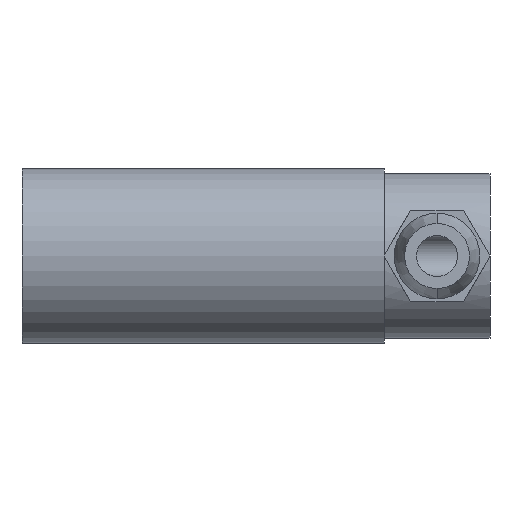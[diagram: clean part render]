
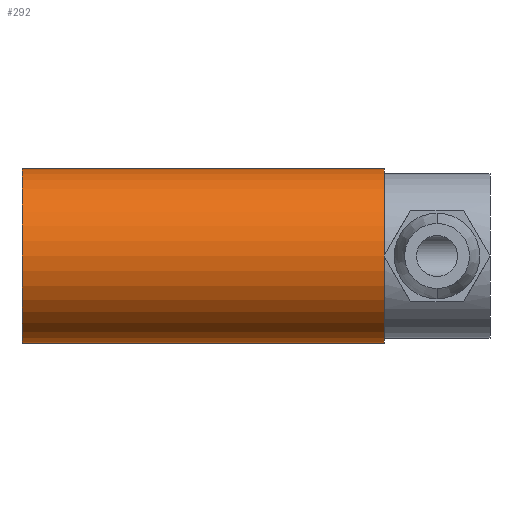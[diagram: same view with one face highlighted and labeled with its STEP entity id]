
A CAD part, front view. The second image highlights one B-rep face of the part: STEP entity #292.
In plain terms, the highlighted cylindrical face has radius 8.5 mm (diameter 17 mm), a partial arc.
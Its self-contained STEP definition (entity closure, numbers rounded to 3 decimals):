
#164 = VECTOR ( 'NONE', #3201, 1000. ) ;
#237 = CARTESIAN_POINT ( 'NONE',  ( 0., 0., 8.5 ) ) ;
#252 = CARTESIAN_POINT ( 'NONE',  ( 0., 0., -8.5 ) ) ;
#292 = ADVANCED_FACE ( 'NONE', ( #5268 ), #3165, .T. ) ;
#416 = CARTESIAN_POINT ( 'NONE',  ( 0., 0., 8.5 ) ) ;
#432 = VERTEX_POINT ( 'NONE', #2731 ) ;
#679 = VERTEX_POINT ( 'NONE', #4254 ) ;
#875 = EDGE_LOOP ( 'NONE', ( #3204, #6703, #7033, #3110 ) ) ;
#900 = DIRECTION ( 'NONE',  ( -1., 0., 0. ) ) ;
#1190 = EDGE_CURVE ( 'NONE', #679, #432, #2750, .T. ) ;
#1291 = DIRECTION ( 'NONE',  ( -1., 0., 0. ) ) ;
#1499 = CARTESIAN_POINT ( 'NONE',  ( 0., 0., 0. ) ) ;
#2221 = DIRECTION ( 'NONE',  ( 0., 0., 1. ) ) ;
#2596 = LINE ( 'NONE', #5849, #8068 ) ;
#2656 = DIRECTION ( 'NONE',  ( 0., 0., 1. ) ) ;
#2731 = CARTESIAN_POINT ( 'NONE',  ( 35.2, 0., 8.5 ) ) ;
#2750 = CIRCLE ( 'NONE', #7526, 8.5 ) ;
#3110 = ORIENTED_EDGE ( 'NONE', *, *, #3968, .F. ) ;
#3151 = EDGE_CURVE ( 'NONE', #679, #7449, #2596, .T. ) ;
#3165 = CYLINDRICAL_SURFACE ( 'NONE', #6707, 8.5 ) ;
#3201 = DIRECTION ( 'NONE',  ( -1., 0., 0. ) ) ;
#3204 = ORIENTED_EDGE ( 'NONE', *, *, #3151, .F. ) ;
#3899 = DIRECTION ( 'NONE',  ( 0., 0., 1. ) ) ;
#3968 = EDGE_CURVE ( 'NONE', #7449, #5853, #6184, .T. ) ;
#4254 = CARTESIAN_POINT ( 'NONE',  ( 35.2, 0., -8.5 ) ) ;
#4480 = LINE ( 'NONE', #416, #164 ) ;
#4532 = CARTESIAN_POINT ( 'NONE',  ( 0., 0., 0. ) ) ;
#5168 = EDGE_CURVE ( 'NONE', #432, #5853, #4480, .T. ) ;
#5268 = FACE_OUTER_BOUND ( 'NONE', #875, .T. ) ;
#5849 = CARTESIAN_POINT ( 'NONE',  ( 0., 0., -8.5 ) ) ;
#5853 = VERTEX_POINT ( 'NONE', #237 ) ;
#5889 = DIRECTION ( 'NONE',  ( -1., 0., 0. ) ) ;
#6184 = CIRCLE ( 'NONE', #6581, 8.5 ) ;
#6581 = AXIS2_PLACEMENT_3D ( 'NONE', #1499, #900, #2221 ) ;
#6703 = ORIENTED_EDGE ( 'NONE', *, *, #1190, .T. ) ;
#6707 = AXIS2_PLACEMENT_3D ( 'NONE', #4532, #1291, #3899 ) ;
#7033 = ORIENTED_EDGE ( 'NONE', *, *, #5168, .T. ) ;
#7100 = DIRECTION ( 'NONE',  ( -1., 0., 0. ) ) ;
#7185 = CARTESIAN_POINT ( 'NONE',  ( 35.2, 0., 0. ) ) ;
#7449 = VERTEX_POINT ( 'NONE', #252 ) ;
#7526 = AXIS2_PLACEMENT_3D ( 'NONE', #7185, #7100, #2656 ) ;
#8068 = VECTOR ( 'NONE', #5889, 1000. ) ;
